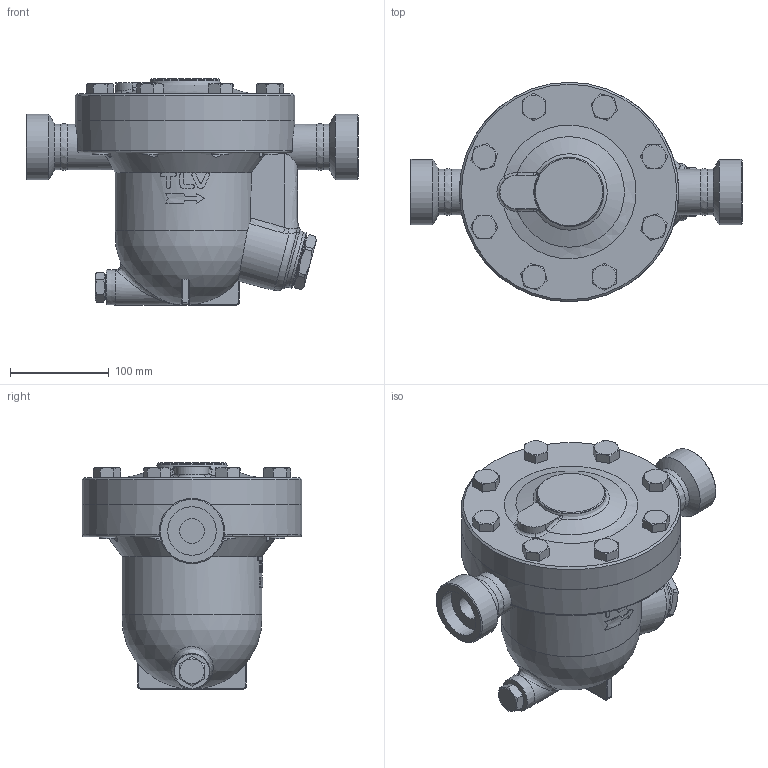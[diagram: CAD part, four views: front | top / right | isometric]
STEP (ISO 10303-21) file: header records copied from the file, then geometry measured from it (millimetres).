
FILE_DESCRIPTION((''),'2;1');
FILE_NAME('jh7gr-040-sw000-00.stp','2011-01-28T15:27:41',('nakaot'),(''),'Autodesk Inventor 2008','Autodesk Inventor 2008','');
FILE_SCHEMA(('AUTOMOTIVE_DESIGN { 1 0 10303 214 1 1 1 1 }'));
Length unit declared in the file: millimetre
Products named in the file (1): jh7gr-040-sw000-00
Bounding box: 336 x 222 x 228.9 mm (x, y, z)
Volume: 5215741.3 mm3; surface area: 272867 mm2
Topology: 1 solids, 1 shells, 359 faces, 878 edges, 541 vertices
Faces by surface type: plane 135, cylinder 77, cone 70, bspline 58, sphere 10, torus 9
Full cylindrical faces by diameter (mm): 16 x16, 21 x1, 25 x1, 36 x1, 46 x3, 49.1 x1, 49.5 x1, 58 x1, 66 x1, 70 x1, 222 x2
Entity records: 13852 total; most frequent: CARTESIAN_POINT 6406, ORIENTED_EDGE 1582, DIRECTION 1442, EDGE_CURVE 791, AXIS2_PLACEMENT_3D 618, VERTEX_POINT 518, EDGE_LOOP 459, FACE_OUTER_BOUND 359
